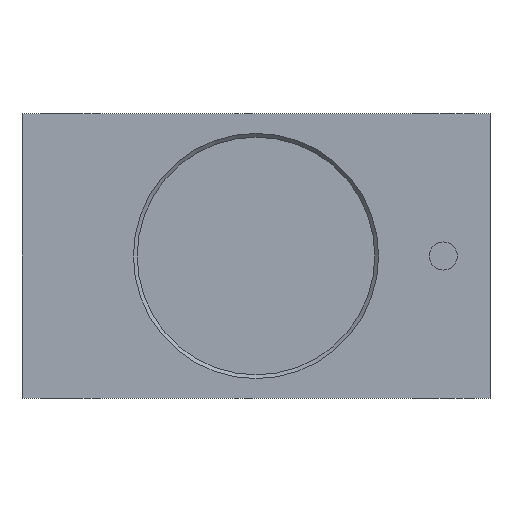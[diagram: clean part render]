
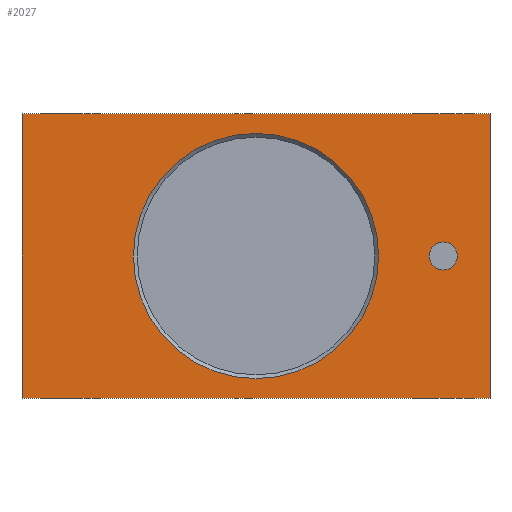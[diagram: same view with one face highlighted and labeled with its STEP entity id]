
A CAD part, front view. The second image highlights one B-rep face of the part: STEP entity #2027.
In plain terms, the highlighted planar face has unit normal (0, -1, 0).
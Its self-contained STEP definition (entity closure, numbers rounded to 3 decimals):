
#70=LINE('',#3272,#195);
#74=LINE('',#3287,#199);
#77=LINE('',#3296,#202);
#79=LINE('',#3303,#204);
#195=VECTOR('',#2452,1000.);
#199=VECTOR('',#2464,1000.);
#202=VECTOR('',#2473,1000.);
#204=VECTOR('',#2481,1000.);
#318=PLANE('',#2199);
#397=CIRCLE('',#2200,13.1);
#398=CIRCLE('',#2201,1.5);
#558=ORIENTED_EDGE('',*,*,#1125,.F.);
#559=ORIENTED_EDGE('',*,*,#1126,.F.);
#560=ORIENTED_EDGE('',*,*,#1124,.T.);
#561=ORIENTED_EDGE('',*,*,#1115,.F.);
#562=ORIENTED_EDGE('',*,*,#1120,.F.);
#563=ORIENTED_EDGE('',*,*,#1108,.T.);
#1108=EDGE_CURVE('',#1386,#1385,#70,.T.);
#1115=EDGE_CURVE('',#1392,#1393,#74,.T.);
#1120=EDGE_CURVE('',#1386,#1392,#77,.T.);
#1124=EDGE_CURVE('',#1385,#1393,#79,.T.);
#1125=EDGE_CURVE('',#1398,#1398,#397,.T.);
#1126=EDGE_CURVE('',#1399,#1399,#398,.T.);
#1385=VERTEX_POINT('',#3271);
#1386=VERTEX_POINT('',#3273);
#1392=VERTEX_POINT('',#3286);
#1393=VERTEX_POINT('',#3288);
#1398=VERTEX_POINT('',#3306);
#1399=VERTEX_POINT('',#3308);
#1623=EDGE_LOOP('',(#558));
#1624=EDGE_LOOP('',(#559));
#1625=EDGE_LOOP('',(#560,#561,#562,#563));
#1808=FACE_BOUND('',#1623,.T.);
#1809=FACE_BOUND('',#1624,.T.);
#1810=FACE_BOUND('',#1625,.T.);
#2027=ADVANCED_FACE('',(#1808,#1809,#1810),#318,.F.);
#2199=AXIS2_PLACEMENT_3D('',#3304,#2482,#2483);
#2200=AXIS2_PLACEMENT_3D('',#3305,#2484,#2485);
#2201=AXIS2_PLACEMENT_3D('',#3307,#2486,#2487);
#2452=DIRECTION('',(0.,0.,-1.));
#2464=DIRECTION('',(0.,0.,-1.));
#2473=DIRECTION('',(1.,0.,0.));
#2481=DIRECTION('',(1.,0.,0.));
#2482=DIRECTION('',(0.,1.,0.));
#2483=DIRECTION('',(0.,0.,1.));
#2484=DIRECTION('',(0.,-1.,0.));
#2485=DIRECTION('',(0.,0.,-1.));
#2486=DIRECTION('',(0.,-1.,0.));
#2487=DIRECTION('',(0.,0.,-1.));
#3271=CARTESIAN_POINT('',(-25.,0.,-15.2));
#3272=CARTESIAN_POINT('',(-25.,0.,15.2));
#3273=CARTESIAN_POINT('',(-25.,0.,15.2));
#3286=CARTESIAN_POINT('',(25.,0.,15.2));
#3287=CARTESIAN_POINT('',(25.,0.,15.2));
#3288=CARTESIAN_POINT('',(25.,0.,-15.2));
#3296=CARTESIAN_POINT('',(-25.,0.,15.2));
#3303=CARTESIAN_POINT('',(-25.,0.,-15.2));
#3304=CARTESIAN_POINT('',(-25.,0.,15.2));
#3305=CARTESIAN_POINT('',(0.,0.,0.));
#3306=CARTESIAN_POINT('',(0.,0.,-13.1));
#3307=CARTESIAN_POINT('',(20.,0.,0.));
#3308=CARTESIAN_POINT('',(20.,0.,-1.5));
